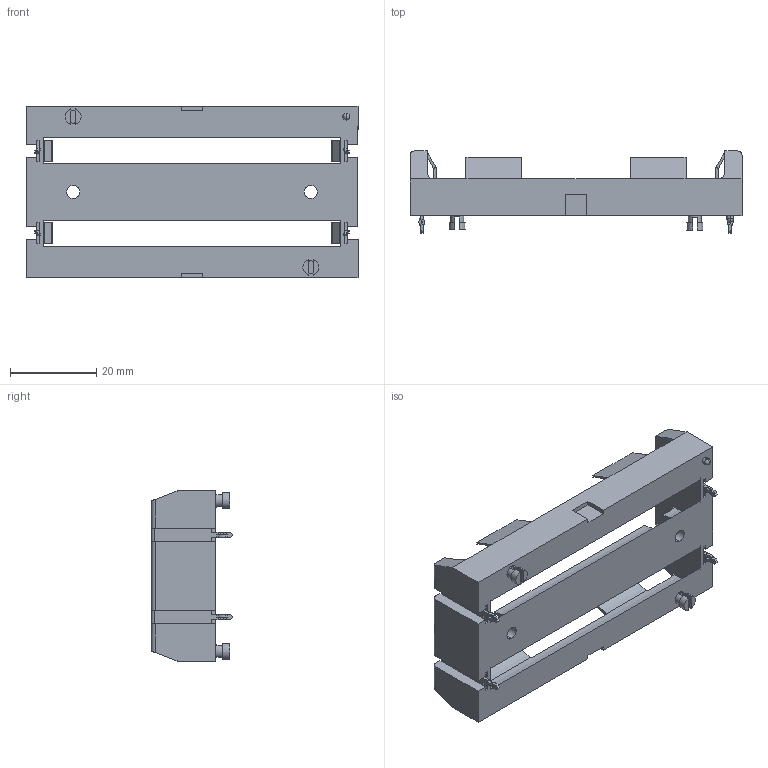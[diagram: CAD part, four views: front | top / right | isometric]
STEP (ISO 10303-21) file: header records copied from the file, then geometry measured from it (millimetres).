
FILE_DESCRIPTION (( 'STEP AP214' ), '1' );
FILE_NAME ('1049.STEP', '2021-10-28T13:17:01', ( '' ), ( '' ), 'SwSTEP 2.0', 'SolidWorks 2018', '' );
FILE_SCHEMA (( 'AUTOMOTIVE_DESIGN' ));
Length unit declared in the file: millimetre
Products named in the file (2): 1049
Bounding box: 77.1 x 19 x 39.8 mm (x, y, z)
Volume: 9765.6 mm3; surface area: 11418.3 mm2
Topology: 5 solids, 5 shells, 384 faces, 990 edges, 607 vertices
Faces by surface type: plane 282, cylinder 92, bspline 8, sphere 2
Entity records: 13985 total; most frequent: CARTESIAN_POINT 2533, ORIENTED_EDGE 1972, DIRECTION 1944, EDGE_CURVE 986, LINE 720, VECTOR 720, AXIS2_PLACEMENT_3D 612, VERTEX_POINT 605
